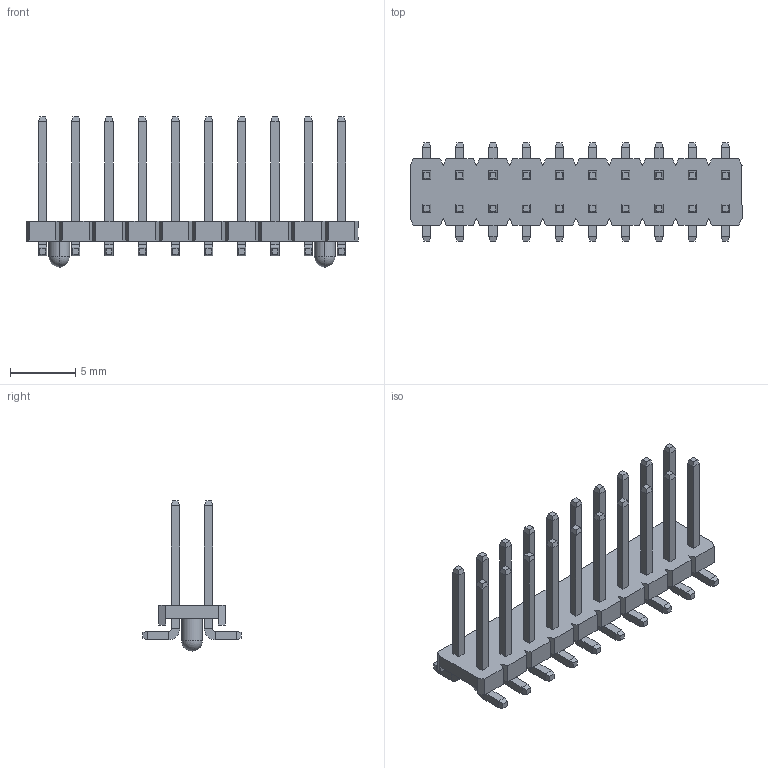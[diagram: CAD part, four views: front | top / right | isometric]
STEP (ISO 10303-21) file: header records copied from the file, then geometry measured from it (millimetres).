
FILE_DESCRIPTION (( 'STEP AP214' ), '1' );
FILE_NAME ('FPH25472-D20S1014270920M-REF.STEP', '2025-10-16T07:25:03', ( '' ), ( '' ), 'SwSTEP 2.0', 'SolidWorks 2021', '' );
FILE_SCHEMA (( 'AUTOMOTIVE_DESIGN' ));
Length unit declared in the file: millimetre
Products named in the file (1): FPH25472-D20S1014270920M-REF
Bounding box: 25.4 x 7.5 x 11.5 mm (x, y, z)
Volume: 241 mm3; surface area: 981.2 mm2
Topology: 1 solids, 1 shells, 596 faces, 1342 edges, 786 vertices
Faces by surface type: plane 548, cylinder 44, sphere 4
Entity records: 15888 total; most frequent: CARTESIAN_POINT 2713, ORIENTED_EDGE 2668, DIRECTION 2620, EDGE_CURVE 1334, LINE 1242, VECTOR 1242, VERTEX_POINT 782, AXIS2_PLACEMENT_3D 689
